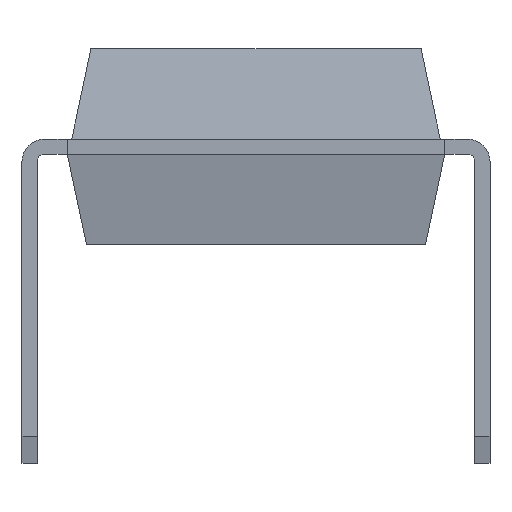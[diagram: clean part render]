
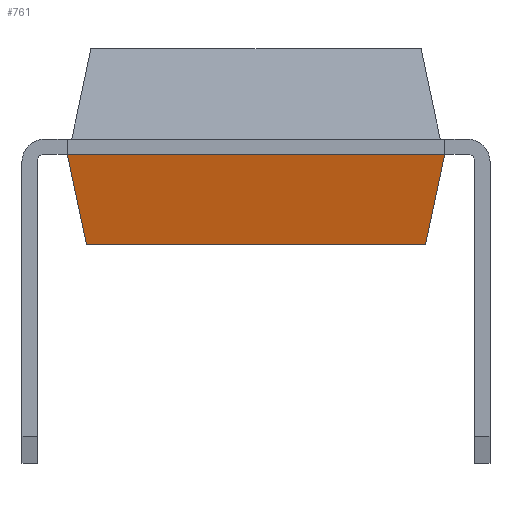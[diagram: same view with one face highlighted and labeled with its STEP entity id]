
A CAD part, front view. The second image highlights one B-rep face of the part: STEP entity #761.
In plain terms, the highlighted free-form (B-spline) face has degree [1, 1] with [2, 2] control points.
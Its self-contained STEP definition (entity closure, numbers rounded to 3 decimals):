
#22 = VERTEX_POINT('',#23);
#23 = CARTESIAN_POINT('',(6.661,-8.121,0.38));
#32 = PLANE('',#33);
#33 = AXIS2_PLACEMENT_3D('',#34,#35,#36);
#34 = CARTESIAN_POINT('',(6.661,-8.121,0.38));
#35 = DIRECTION('',(0.,0.,-1.));
#36 = DIRECTION('',(-0.552,0.834,0.));
#44 = B_SPLINE_SURFACE_WITH_KNOTS('',1,1,(
    (#45,#46)
    ,(#47,#48
    )),.UNSPECIFIED.,.F.,.F.,.F.,(2,2),(2,2),(0.,9.27),(0.,1.)
  ,.PIECEWISE_BEZIER_KNOTS.);
#45 = CARTESIAN_POINT('',(6.661,-8.121,0.38));
#46 = CARTESIAN_POINT('',(6.985,-8.445,1.903));
#47 = CARTESIAN_POINT('',(6.661,0.501,0.38));
#48 = CARTESIAN_POINT('',(6.985,0.825,1.903));
#83 = VERTEX_POINT('',#84);
#84 = CARTESIAN_POINT('',(0.959,-8.121,0.38));
#98 = B_SPLINE_SURFACE_WITH_KNOTS('',1,1,(
    (#99,#100)
    ,(#101,#102
    )),.UNSPECIFIED.,.F.,.F.,.F.,(2,2),(2,2),(0.,9.27),(0.,1.)
  ,.PIECEWISE_BEZIER_KNOTS.);
#99 = CARTESIAN_POINT('',(0.959,0.501,0.38));
#100 = CARTESIAN_POINT('',(0.635,0.825,1.903));
#101 = CARTESIAN_POINT('',(0.959,-8.121,0.38));
#102 = CARTESIAN_POINT('',(0.635,-8.445,1.903));
#109 = EDGE_CURVE('',#83,#22,#110,.T.);
#110 = SURFACE_CURVE('',#111,(#115,#122),.PCURVE_S1.);
#111 = LINE('',#112,#113);
#112 = CARTESIAN_POINT('',(0.959,-8.121,0.38));
#113 = VECTOR('',#114,1.);
#114 = DIRECTION('',(1.,0.,0.));
#115 = PCURVE('',#32,#116);
#116 = DEFINITIONAL_REPRESENTATION('',(#117),#121);
#117 = LINE('',#118,#119);
#118 = CARTESIAN_POINT('',(3.146,-4.756));
#119 = VECTOR('',#120,1.);
#120 = DIRECTION('',(-0.552,0.834));
#121 = ( GEOMETRIC_REPRESENTATION_CONTEXT(2) 
PARAMETRIC_REPRESENTATION_CONTEXT() REPRESENTATION_CONTEXT('2D SPACE',''
  ) );
#122 = PCURVE('',#123,#128);
#123 = B_SPLINE_SURFACE_WITH_KNOTS('',1,1,(
    (#124,#125)
    ,(#126,#127
    )),.UNSPECIFIED.,.F.,.F.,.F.,(2,2),(2,2),(0.,6.35),(0.,1.)
  ,.PIECEWISE_BEZIER_KNOTS.);
#124 = CARTESIAN_POINT('',(0.959,-8.121,0.38));
#125 = CARTESIAN_POINT('',(0.635,-8.445,1.903));
#126 = CARTESIAN_POINT('',(6.661,-8.121,0.38));
#127 = CARTESIAN_POINT('',(6.985,-8.445,1.903));
#128 = DEFINITIONAL_REPRESENTATION('',(#129),#132);
#129 = B_SPLINE_CURVE_WITH_KNOTS('',1,(#130,#131),.UNSPECIFIED.,.F.,.F.,
  (2,2),(0.,5.703),.PIECEWISE_BEZIER_KNOTS.);
#130 = CARTESIAN_POINT('',(0.,0.));
#131 = CARTESIAN_POINT('',(6.35,0.));
#132 = ( GEOMETRIC_REPRESENTATION_CONTEXT(2) 
PARAMETRIC_REPRESENTATION_CONTEXT() REPRESENTATION_CONTEXT('2D SPACE',''
  ) );
#385 = VERTEX_POINT('',#386);
#386 = CARTESIAN_POINT('',(6.985,-8.445,1.903));
#412 = EDGE_CURVE('',#22,#385,#413,.T.);
#413 = SURFACE_CURVE('',#414,(#417,#424),.PCURVE_S1.);
#414 = B_SPLINE_CURVE_WITH_KNOTS('',1,(#415,#416),.UNSPECIFIED.,.F.,.F.,
  (2,2),(0.,1.),.PIECEWISE_BEZIER_KNOTS.);
#415 = CARTESIAN_POINT('',(6.661,-8.121,0.38));
#416 = CARTESIAN_POINT('',(6.985,-8.445,1.903));
#417 = PCURVE('',#44,#418);
#418 = DEFINITIONAL_REPRESENTATION('',(#419),#423);
#419 = LINE('',#420,#421);
#420 = CARTESIAN_POINT('',(0.,0.));
#421 = VECTOR('',#422,1.);
#422 = DIRECTION('',(0.,1.));
#423 = ( GEOMETRIC_REPRESENTATION_CONTEXT(2) 
PARAMETRIC_REPRESENTATION_CONTEXT() REPRESENTATION_CONTEXT('2D SPACE',''
  ) );
#424 = PCURVE('',#123,#425);
#425 = DEFINITIONAL_REPRESENTATION('',(#426),#430);
#426 = LINE('',#427,#428);
#427 = CARTESIAN_POINT('',(6.35,0.));
#428 = VECTOR('',#429,1.);
#429 = DIRECTION('',(0.,1.));
#430 = ( GEOMETRIC_REPRESENTATION_CONTEXT(2) 
PARAMETRIC_REPRESENTATION_CONTEXT() REPRESENTATION_CONTEXT('2D SPACE',''
  ) );
#489 = EDGE_CURVE('',#83,#490,#492,.T.);
#490 = VERTEX_POINT('',#491);
#491 = CARTESIAN_POINT('',(0.635,-8.445,1.903));
#492 = SURFACE_CURVE('',#493,(#496,#503),.PCURVE_S1.);
#493 = B_SPLINE_CURVE_WITH_KNOTS('',1,(#494,#495),.UNSPECIFIED.,.F.,.F.,
  (2,2),(0.,1.),.PIECEWISE_BEZIER_KNOTS.);
#494 = CARTESIAN_POINT('',(0.959,-8.121,0.38));
#495 = CARTESIAN_POINT('',(0.635,-8.445,1.903));
#496 = PCURVE('',#98,#497);
#497 = DEFINITIONAL_REPRESENTATION('',(#498),#502);
#498 = LINE('',#499,#500);
#499 = CARTESIAN_POINT('',(9.27,0.));
#500 = VECTOR('',#501,1.);
#501 = DIRECTION('',(0.,1.));
#502 = ( GEOMETRIC_REPRESENTATION_CONTEXT(2) 
PARAMETRIC_REPRESENTATION_CONTEXT() REPRESENTATION_CONTEXT('2D SPACE',''
  ) );
#503 = PCURVE('',#123,#504);
#504 = DEFINITIONAL_REPRESENTATION('',(#505),#509);
#505 = LINE('',#506,#507);
#506 = CARTESIAN_POINT('',(0.,0.));
#507 = VECTOR('',#508,1.);
#508 = DIRECTION('',(0.,1.));
#509 = ( GEOMETRIC_REPRESENTATION_CONTEXT(2) 
PARAMETRIC_REPRESENTATION_CONTEXT() REPRESENTATION_CONTEXT('2D SPACE',''
  ) );
#761 = ADVANCED_FACE('',(#762),#123,.T.);
#762 = FACE_BOUND('',#763,.T.);
#763 = EDGE_LOOP('',(#764,#765,#766,#792));
#764 = ORIENTED_EDGE('',*,*,#109,.T.);
#765 = ORIENTED_EDGE('',*,*,#412,.T.);
#766 = ORIENTED_EDGE('',*,*,#767,.F.);
#767 = EDGE_CURVE('',#490,#385,#768,.T.);
#768 = SURFACE_CURVE('',#769,(#773,#780),.PCURVE_S1.);
#769 = LINE('',#770,#771);
#770 = CARTESIAN_POINT('',(0.635,-8.445,1.903));
#771 = VECTOR('',#772,1.);
#772 = DIRECTION('',(1.,0.,0.));
#773 = PCURVE('',#123,#774);
#774 = DEFINITIONAL_REPRESENTATION('',(#775),#779);
#775 = LINE('',#776,#777);
#776 = CARTESIAN_POINT('',(0.,1.));
#777 = VECTOR('',#778,1.);
#778 = DIRECTION('',(1.,0.));
#779 = ( GEOMETRIC_REPRESENTATION_CONTEXT(2) 
PARAMETRIC_REPRESENTATION_CONTEXT() REPRESENTATION_CONTEXT('2D SPACE',''
  ) );
#780 = PCURVE('',#781,#786);
#781 = PLANE('',#782);
#782 = AXIS2_PLACEMENT_3D('',#783,#784,#785);
#783 = CARTESIAN_POINT('',(0.635,-8.445,2.157));
#784 = DIRECTION('',(0.,-1.,0.));
#785 = DIRECTION('',(1.,0.,0.));
#786 = DEFINITIONAL_REPRESENTATION('',(#787),#791);
#787 = LINE('',#788,#789);
#788 = CARTESIAN_POINT('',(0.,-0.254));
#789 = VECTOR('',#790,1.);
#790 = DIRECTION('',(1.,0.));
#791 = ( GEOMETRIC_REPRESENTATION_CONTEXT(2) 
PARAMETRIC_REPRESENTATION_CONTEXT() REPRESENTATION_CONTEXT('2D SPACE',''
  ) );
#792 = ORIENTED_EDGE('',*,*,#489,.F.);
